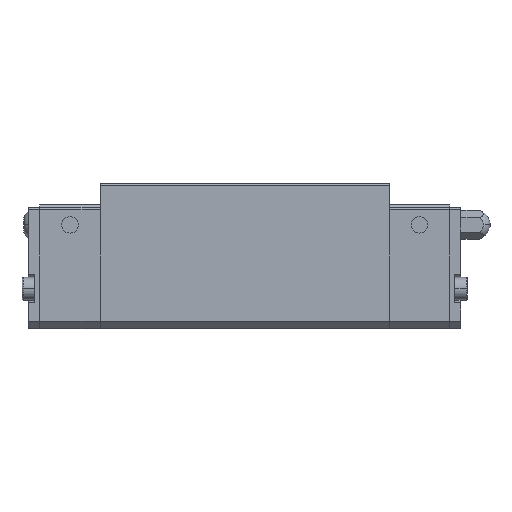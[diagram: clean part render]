
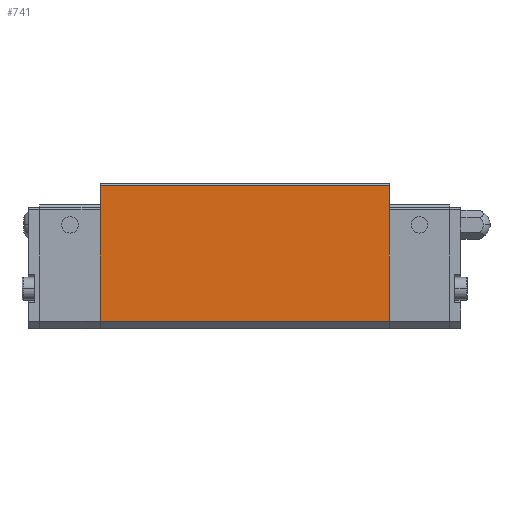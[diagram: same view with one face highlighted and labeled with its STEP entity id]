
A CAD part, left-side view. The second image highlights one B-rep face of the part: STEP entity #741.
In plain terms, the highlighted planar face has unit normal (-1, 0, 0).
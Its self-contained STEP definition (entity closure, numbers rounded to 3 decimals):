
#741=ADVANCED_FACE('',(#1529),#1530,.T.);
#1529=FACE_OUTER_BOUND('',#2349,.T.);
#1530=PLANE('',#2350);
#2349=EDGE_LOOP('',(#4565,#4566,#4567,#4568));
#2350=AXIS2_PLACEMENT_3D('',#4569,#4570,#4571);
#4565=ORIENTED_EDGE('',*,*,#5629,.F.);
#4566=ORIENTED_EDGE('',*,*,#5658,.F.);
#4567=ORIENTED_EDGE('',*,*,#5585,.F.);
#4568=ORIENTED_EDGE('',*,*,#5659,.T.);
#4569=CARTESIAN_POINT('',(-22.0,71.751,20.0));
#4570=DIRECTION('',(-1.0,0.0,0.0));
#4571=DIRECTION('',(0.0,0.0,-1.0));
#5585=EDGE_CURVE('',#6877,#6879,#6880,.T.);
#5629=EDGE_CURVE('',#6950,#6952,#6953,.T.);
#5658=EDGE_CURVE('',#6879,#6950,#6982,.T.);
#5659=EDGE_CURVE('',#6877,#6952,#6983,.T.);
#6877=VERTEX_POINT('',#8698);
#6879=VERTEX_POINT('',#8701);
#6880=LINE('',#8702,#8703);
#6950=VERTEX_POINT('',#8808);
#6952=VERTEX_POINT('',#8811);
#6953=LINE('',#8812,#8813);
#6982=LINE('',#8848,#8849);
#6983=LINE('',#8850,#8851);
#8698=CARTESIAN_POINT('',(-22.0,71.751,6.5));
#8701=CARTESIAN_POINT('',(-22.0,71.751,33.5));
#8702=CARTESIAN_POINT('',(-22.0,71.751,24.562));
#8703=VECTOR('',#9798,1.0);
#8808=CARTESIAN_POINT('',(-22.0,14.251,33.5));
#8811=CARTESIAN_POINT('',(-22.0,14.251,6.5));
#8812=CARTESIAN_POINT('',(-22.0,14.251,14.312));
#8813=VECTOR('',#9835,1.0);
#8848=CARTESIAN_POINT('',(-22.0,71.751,33.5));
#8849=VECTOR('',#9866,1.0);
#8850=CARTESIAN_POINT('',(-22.0,71.751,6.5));
#8851=VECTOR('',#9867,1.0);
#9798=DIRECTION('',(0.0,0.0,1.0));
#9835=DIRECTION('',(-0.0,-0.0,-1.0));
#9866=DIRECTION('',(0.0,-1.0,0.0));
#9867=DIRECTION('',(0.0,-1.0,0.0));
